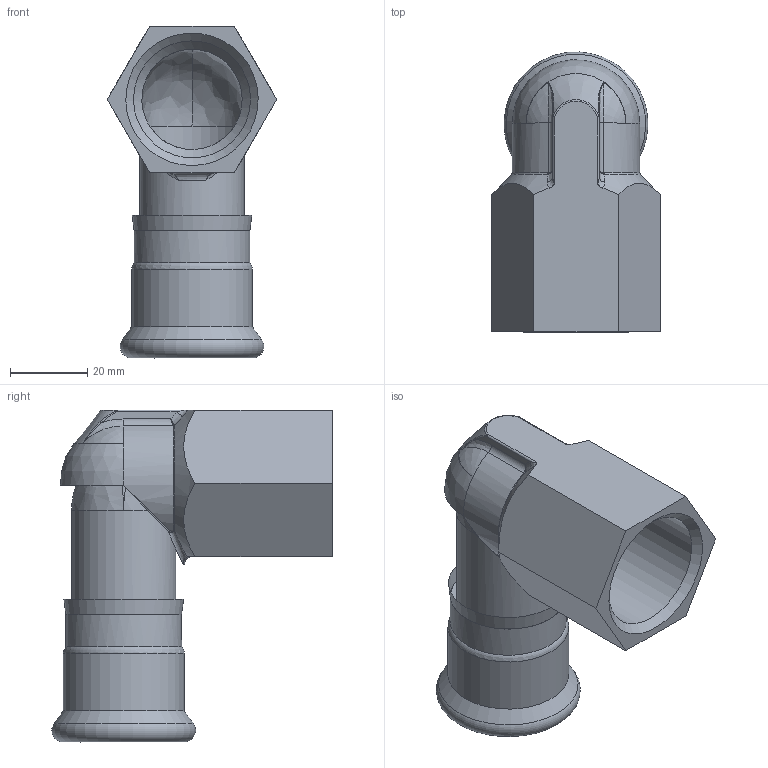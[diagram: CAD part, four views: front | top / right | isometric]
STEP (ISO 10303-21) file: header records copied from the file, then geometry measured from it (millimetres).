
FILE_DESCRIPTION(/* description */ (''),/* implementation_level */ '2;1');
FILE_NAME(/* name */ '43806.stp',/* time_stamp */ '2023-09-08T11:29:14+02:00',/* author */ ('JANAN'),/* organization */ (''),/* preprocessor_version */ 'ST-DEVELOPER v19.2',/* originating_system */ 'Autodesk Inventor 2023',/* authorisation */ '');
FILE_SCHEMA (('AUTOMOTIVE_DESIGN { 1 0 10303 214 3 1 1 }'));
Length unit declared in the file: millimetre
Products named in the file (1): tmpC3FD.tmp
Bounding box: 43.88 x 72.63 x 86 mm (x, y, z)
Volume: 42097.3 mm3; surface area: 25157.2 mm2
Topology: 2 solids, 2 shells, 81 faces, 206 edges, 120 vertices
Faces by surface type: bspline 30, cylinder 14, plane 13, cone 11, torus 10, sphere 3
Full cylindrical faces by diameter (mm): 26 x1, 27 x2, 28.2 x1, 28.8 x1, 30 x1, 30.291 x1, 31.3 x1
Entity records: 6612 total; most frequent: CARTESIAN_POINT 4759, ORIENTED_EDGE 392, DIRECTION 316, EDGE_CURVE 196, AXIS2_PLACEMENT_3D 140, VERTEX_POINT 120, EDGE_LOOP 86, STYLED_ITEM 83
